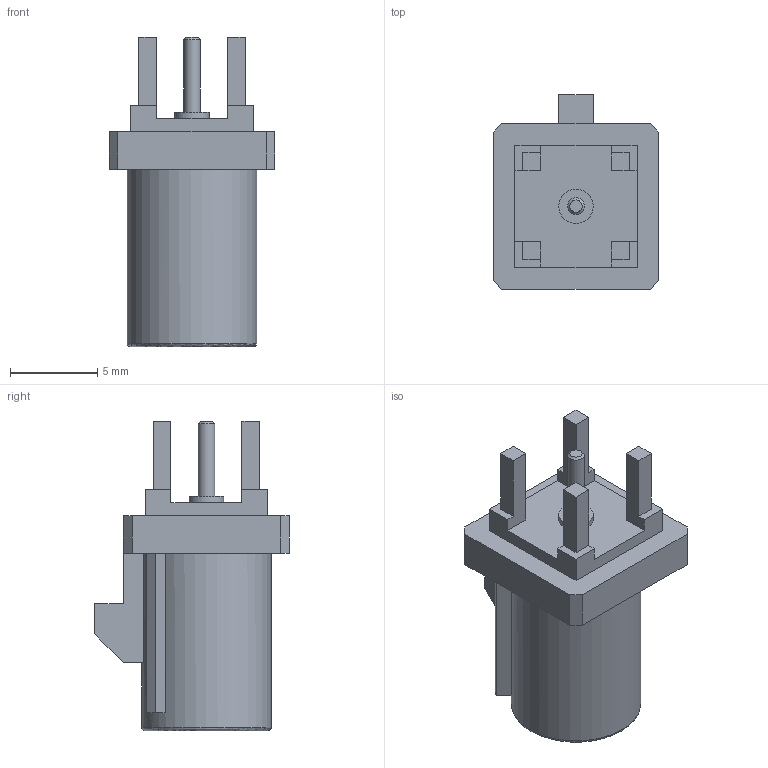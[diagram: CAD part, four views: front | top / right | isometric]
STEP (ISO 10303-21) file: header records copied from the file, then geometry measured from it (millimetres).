
FILE_DESCRIPTION (( 'STEP AP203' ), '1' );
FILE_NAME ('FMCN44235_3D.step', '2022-12-06T16:25:16', ( '' ), ( '' ), 'SwSTEP 2.0', 'SolidWorks 2021', '' );
FILE_SCHEMA (( 'CONFIG_CONTROL_DESIGN' ));
Length unit declared in the file: inch
Products named in the file (1): FMCN44235_3D
Bounding box: 9.5 x 11.15 x 17.7 mm (x, y, z)
Volume: 519.8 mm3; surface area: 945.7 mm2
Topology: 2 solids, 3 shells, 87 faces, 213 edges, 140 vertices
Faces by surface type: plane 66, cylinder 13, cone 5, torus 3
Full cylindrical faces by diameter (mm): 0.508 x1, 0.524 x1, 0.6 x1, 0.62 x1, 0.96 x1, 0.965 x1, 1.2 x1, 1.976 x1, 2.032 x1, 3.073 x1, 3.302 x1, 6.401 x1, 7.417 x1
Entity records: 2547 total; most frequent: CARTESIAN_POINT 498, DIRECTION 396, ORIENTED_EDGE 374, EDGE_CURVE 187, LINE 150, VECTOR 150, VERTEX_POINT 135, AXIS2_PLACEMENT_3D 123
